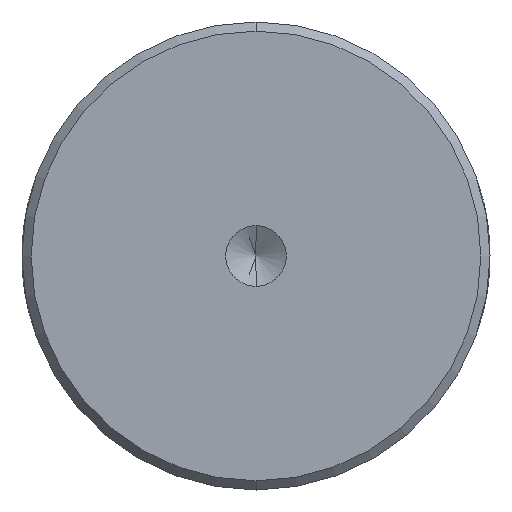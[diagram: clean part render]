
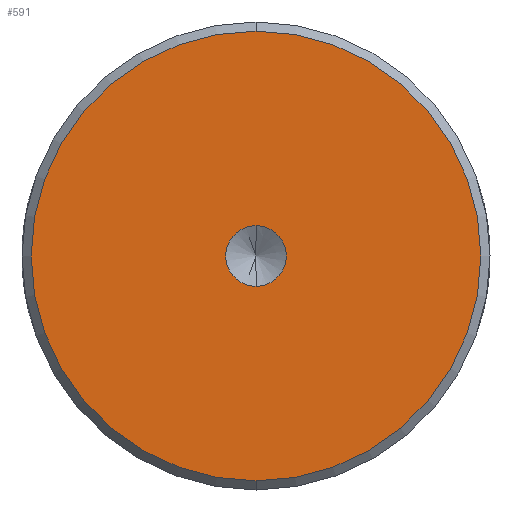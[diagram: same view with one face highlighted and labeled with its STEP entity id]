
A CAD part, front view. The second image highlights one B-rep face of the part: STEP entity #591.
In plain terms, the highlighted planar face has unit normal (0, -1, 0).
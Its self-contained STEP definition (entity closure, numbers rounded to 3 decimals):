
#7 = AXIS2_PLACEMENT_3D ( 'NONE', #662, #539, #713 ) ;
#36 = EDGE_LOOP ( 'NONE', ( #484, #84 ) ) ;
#41 = CIRCLE ( 'NONE', #165, 12.25 ) ;
#48 = AXIS2_PLACEMENT_3D ( 'NONE', #789, #477, #419 ) ;
#61 = ORIENTED_EDGE ( 'NONE', *, *, #347, .T. ) ;
#84 = ORIENTED_EDGE ( 'NONE', *, *, #198, .F. ) ;
#103 = CIRCLE ( 'NONE', #495, 1.65 ) ;
#129 = FACE_OUTER_BOUND ( 'NONE', #728, .T. ) ;
#140 = CARTESIAN_POINT ( 'NONE',  ( 0., 0., -12.25 ) ) ;
#163 = CARTESIAN_POINT ( 'NONE',  ( 0., 0., 0. ) ) ;
#165 = AXIS2_PLACEMENT_3D ( 'NONE', #387, #707, #574 ) ;
#198 = EDGE_CURVE ( 'NONE', #342, #360, #606, .T. ) ;
#212 = DIRECTION ( 'NONE',  ( 0., -1., 0. ) ) ;
#232 = AXIS2_PLACEMENT_3D ( 'NONE', #163, #753, #490 ) ;
#235 = EDGE_CURVE ( 'NONE', #360, #342, #103, .T. ) ;
#272 = PLANE ( 'NONE',  #48 ) ;
#273 = DIRECTION ( 'NONE',  ( 0., 0., -1. ) ) ;
#278 = CIRCLE ( 'NONE', #7, 12.25 ) ;
#283 = ORIENTED_EDGE ( 'NONE', *, *, #525, .T. ) ;
#320 = VERTEX_POINT ( 'NONE', #596 ) ;
#342 = VERTEX_POINT ( 'NONE', #577 ) ;
#347 = EDGE_CURVE ( 'NONE', #320, #584, #41, .T. ) ;
#360 = VERTEX_POINT ( 'NONE', #697 ) ;
#387 = CARTESIAN_POINT ( 'NONE',  ( 0., 0., 0. ) ) ;
#419 = DIRECTION ( 'NONE',  ( 0., 0., 1. ) ) ;
#443 = FACE_BOUND ( 'NONE', #36, .T. ) ;
#477 = DIRECTION ( 'NONE',  ( 0., 1., 0. ) ) ;
#484 = ORIENTED_EDGE ( 'NONE', *, *, #235, .F. ) ;
#490 = DIRECTION ( 'NONE',  ( 0., 0., -1. ) ) ;
#495 = AXIS2_PLACEMENT_3D ( 'NONE', #669, #212, #273 ) ;
#525 = EDGE_CURVE ( 'NONE', #584, #320, #278, .T. ) ;
#539 = DIRECTION ( 'NONE',  ( 0., -1., 0. ) ) ;
#574 = DIRECTION ( 'NONE',  ( 0., 0., -1. ) ) ;
#577 = CARTESIAN_POINT ( 'NONE',  ( 0., 0., 1.65 ) ) ;
#584 = VERTEX_POINT ( 'NONE', #140 ) ;
#591 = ADVANCED_FACE ( 'NONE', ( #443, #129 ), #272, .F. ) ;
#596 = CARTESIAN_POINT ( 'NONE',  ( 0., 0., 12.25 ) ) ;
#606 = CIRCLE ( 'NONE', #232, 1.65 ) ;
#662 = CARTESIAN_POINT ( 'NONE',  ( 0., 0., 0. ) ) ;
#669 = CARTESIAN_POINT ( 'NONE',  ( 0., 0., 0. ) ) ;
#697 = CARTESIAN_POINT ( 'NONE',  ( 0., 0., -1.65 ) ) ;
#707 = DIRECTION ( 'NONE',  ( 0., -1., 0. ) ) ;
#713 = DIRECTION ( 'NONE',  ( 0., 0., -1. ) ) ;
#728 = EDGE_LOOP ( 'NONE', ( #61, #283 ) ) ;
#753 = DIRECTION ( 'NONE',  ( 0., -1., 0. ) ) ;
#789 = CARTESIAN_POINT ( 'NONE',  ( 0., 0., 0. ) ) ;
